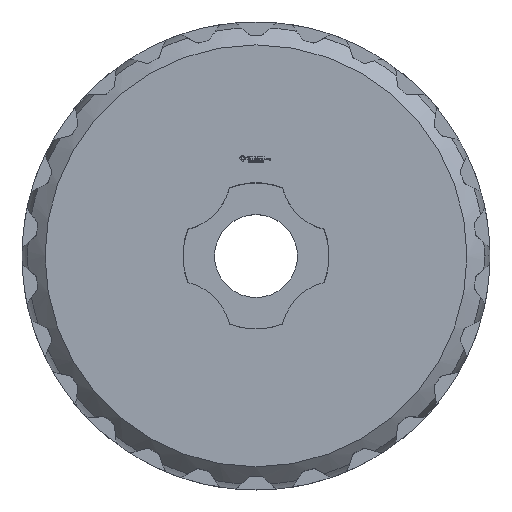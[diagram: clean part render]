
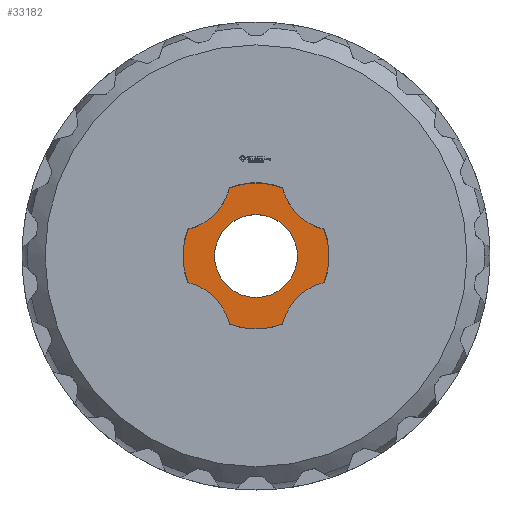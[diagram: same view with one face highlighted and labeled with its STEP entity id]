
A CAD part, top view. The second image highlights one B-rep face of the part: STEP entity #33182.
In plain terms, the highlighted planar face has unit normal (0, 0, 1).
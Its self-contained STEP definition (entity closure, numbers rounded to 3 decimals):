
#22971 = EDGE_CURVE('',#22972,#22974,#22976,.T.);
#22972 = VERTEX_POINT('',#22973);
#22973 = CARTESIAN_POINT('',(2.31,5.915,3.125));
#22974 = VERTEX_POINT('',#22975);
#22975 = CARTESIAN_POINT('',(-2.31,5.915,3.125));
#22976 = CIRCLE('',#22977,6.35);
#22977 = AXIS2_PLACEMENT_3D('',#22978,#22979,#22980);
#22978 = CARTESIAN_POINT('',(0.,0.,3.125));
#22979 = DIRECTION('',(0.,0.,1.));
#22980 = DIRECTION('',(1.,0.,0.));
#23060 = EDGE_CURVE('',#23061,#22974,#23063,.T.);
#23061 = VERTEX_POINT('',#23062);
#23062 = CARTESIAN_POINT('',(-5.915,2.31,3.125));
#23063 = CIRCLE('',#23064,4.9);
#23064 = AXIS2_PLACEMENT_3D('',#23065,#23066,#23067);
#23065 = CARTESIAN_POINT('',(-7.071,7.071,3.125));
#23066 = DIRECTION('',(0.,0.,1.));
#23067 = DIRECTION('',(1.,0.,0.));
#23085 = EDGE_CURVE('',#22972,#23086,#23088,.T.);
#23086 = VERTEX_POINT('',#23087);
#23087 = CARTESIAN_POINT('',(5.915,2.31,3.125));
#23088 = CIRCLE('',#23089,4.9);
#23089 = AXIS2_PLACEMENT_3D('',#23090,#23091,#23092);
#23090 = CARTESIAN_POINT('',(7.071,7.071,3.125));
#23091 = DIRECTION('',(0.,0.,1.));
#23092 = DIRECTION('',(1.,0.,0.));
#23110 = EDGE_CURVE('',#23061,#23111,#23113,.T.);
#23111 = VERTEX_POINT('',#23112);
#23112 = CARTESIAN_POINT('',(-5.915,-2.31,3.125));
#23113 = CIRCLE('',#23114,6.35);
#23114 = AXIS2_PLACEMENT_3D('',#23115,#23116,#23117);
#23115 = CARTESIAN_POINT('',(0.,0.,3.125));
#23116 = DIRECTION('',(0.,0.,1.));
#23117 = DIRECTION('',(1.,0.,0.));
#23207 = EDGE_CURVE('',#23208,#23086,#23210,.T.);
#23208 = VERTEX_POINT('',#23209);
#23209 = CARTESIAN_POINT('',(5.915,-2.31,3.125));
#23210 = CIRCLE('',#23211,6.35);
#23211 = AXIS2_PLACEMENT_3D('',#23212,#23213,#23214);
#23212 = CARTESIAN_POINT('',(0.,0.,3.125));
#23213 = DIRECTION('',(0.,0.,1.));
#23214 = DIRECTION('',(1.,0.,0.));
#23303 = EDGE_CURVE('',#23304,#23111,#23306,.T.);
#23304 = VERTEX_POINT('',#23305);
#23305 = CARTESIAN_POINT('',(-2.31,-5.915,3.125));
#23306 = CIRCLE('',#23307,4.9);
#23307 = AXIS2_PLACEMENT_3D('',#23308,#23309,#23310);
#23308 = CARTESIAN_POINT('',(-7.071,-7.071,3.125));
#23309 = DIRECTION('',(0.,0.,1.));
#23310 = DIRECTION('',(1.,0.,0.));
#23328 = EDGE_CURVE('',#23208,#23329,#23331,.T.);
#23329 = VERTEX_POINT('',#23330);
#23330 = CARTESIAN_POINT('',(2.31,-5.915,3.125));
#23331 = CIRCLE('',#23332,4.9);
#23332 = AXIS2_PLACEMENT_3D('',#23333,#23334,#23335);
#23333 = CARTESIAN_POINT('',(7.071,-7.071,3.125));
#23334 = DIRECTION('',(0.,0.,1.));
#23335 = DIRECTION('',(1.,0.,0.));
#23353 = EDGE_CURVE('',#23304,#23329,#23354,.T.);
#23354 = CIRCLE('',#23355,6.35);
#23355 = AXIS2_PLACEMENT_3D('',#23356,#23357,#23358);
#23356 = CARTESIAN_POINT('',(0.,0.,3.125));
#23357 = DIRECTION('',(0.,0.,1.));
#23358 = DIRECTION('',(1.,0.,0.));
#33182 = ADVANCED_FACE('',(#33183,#33193),#33204,.T.);
#33183 = FACE_BOUND('',#33184,.T.);
#33184 = EDGE_LOOP('',(#33185,#33186,#33187,#33188,#33189,#33190,#33191,
    #33192));
#33185 = ORIENTED_EDGE('',*,*,#22971,.T.);
#33186 = ORIENTED_EDGE('',*,*,#23060,.F.);
#33187 = ORIENTED_EDGE('',*,*,#23110,.T.);
#33188 = ORIENTED_EDGE('',*,*,#23303,.F.);
#33189 = ORIENTED_EDGE('',*,*,#23353,.T.);
#33190 = ORIENTED_EDGE('',*,*,#23328,.F.);
#33191 = ORIENTED_EDGE('',*,*,#23207,.T.);
#33192 = ORIENTED_EDGE('',*,*,#23085,.F.);
#33193 = FACE_BOUND('',#33194,.T.);
#33194 = EDGE_LOOP('',(#33195));
#33195 = ORIENTED_EDGE('',*,*,#33196,.F.);
#33196 = EDGE_CURVE('',#33197,#33197,#33199,.T.);
#33197 = VERTEX_POINT('',#33198);
#33198 = CARTESIAN_POINT('',(3.6,0.,3.125));
#33199 = CIRCLE('',#33200,3.6);
#33200 = AXIS2_PLACEMENT_3D('',#33201,#33202,#33203);
#33201 = CARTESIAN_POINT('',(0.,0.,3.125));
#33202 = DIRECTION('',(-0.,0.,1.));
#33203 = DIRECTION('',(1.,0.,0.));
#33204 = PLANE('',#33205);
#33205 = AXIS2_PLACEMENT_3D('',#33206,#33207,#33208);
#33206 = CARTESIAN_POINT('',(0.,0.,
    3.125));
#33207 = DIRECTION('',(0.,0.,1.));
#33208 = DIRECTION('',(1.,0.,0.));
